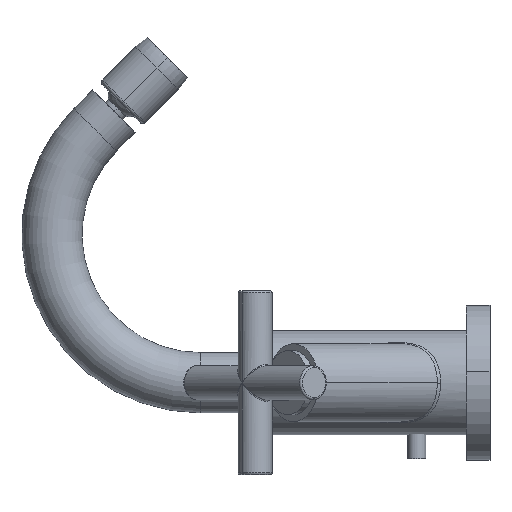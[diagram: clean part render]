
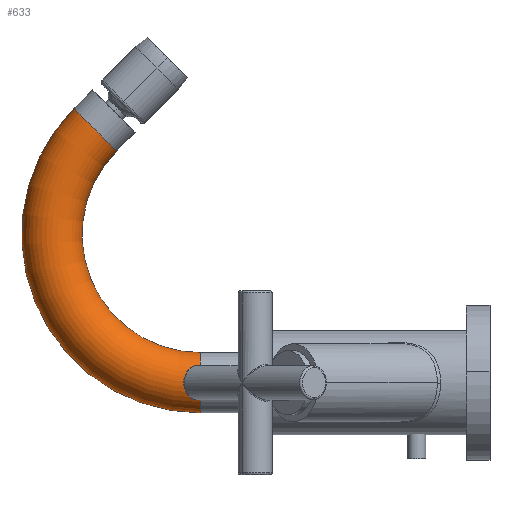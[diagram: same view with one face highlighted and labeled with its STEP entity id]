
A CAD part, left-side view. The second image highlights one B-rep face of the part: STEP entity #633.
In plain terms, the highlighted toroidal (fillet/blend) face has major radius 56.5 mm and minor radius 11.5 mm.
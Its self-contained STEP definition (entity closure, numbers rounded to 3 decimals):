
#193 = DIRECTION ( 'NONE',  ( 0., -0.707, 0.707 ) ) ;
#233 = ORIENTED_EDGE ( 'NONE', *, *, #3460, .T. ) ;
#633 = ADVANCED_FACE ( 'NONE', ( #1458 ), #2755, .T. ) ;
#676 = CIRCLE ( 'NONE', #3946, 68. ) ;
#685 = CARTESIAN_POINT ( 'NONE',  ( 0., 22.5, 56.5 ) ) ;
#715 = EDGE_CURVE ( 'NONE', #3695, #1723, #676, .T. ) ;
#760 = DIRECTION ( 'NONE',  ( 1., 0., 0. ) ) ;
#846 = DIRECTION ( 'NONE',  ( 0., 0., -1. ) ) ;
#890 = DIRECTION ( 'NONE',  ( 1., 0., 0. ) ) ;
#945 = AXIS2_PLACEMENT_3D ( 'NONE', #2362, #193, #3133 ) ;
#1173 = AXIS2_PLACEMENT_3D ( 'NONE', #2828, #3960, #3607 ) ;
#1178 = CIRCLE ( 'NONE', #3824, 45. ) ;
#1458 = FACE_OUTER_BOUND ( 'NONE', #3474, .T. ) ;
#1612 = CARTESIAN_POINT ( 'NONE',  ( 0., 22.5, 56.5 ) ) ;
#1723 = VERTEX_POINT ( 'NONE', #2210 ) ;
#1809 = VERTEX_POINT ( 'NONE', #3010 ) ;
#1901 = CARTESIAN_POINT ( 'NONE',  ( 0., 22.5, -11.5 ) ) ;
#2034 = CARTESIAN_POINT ( 'NONE',  ( 0., 22.5, 11.5 ) ) ;
#2039 = ORIENTED_EDGE ( 'NONE', *, *, #715, .F. ) ;
#2052 = VERTEX_POINT ( 'NONE', #2034 ) ;
#2186 = DIRECTION ( 'NONE',  ( 0., 0., -1. ) ) ;
#2210 = CARTESIAN_POINT ( 'NONE',  ( 0., 70.583, 104.583 ) ) ;
#2362 = CARTESIAN_POINT ( 'NONE',  ( 0., 62.452, 96.452 ) ) ;
#2376 = ORIENTED_EDGE ( 'NONE', *, *, #4656, .T. ) ;
#2755 = TOROIDAL_SURFACE ( 'NONE', #2900, 56.5, 11.5 ) ;
#2828 = CARTESIAN_POINT ( 'NONE',  ( 0., 22.5, 0. ) ) ;
#2900 = AXIS2_PLACEMENT_3D ( 'NONE', #685, #760, #2186 ) ;
#2938 = DIRECTION ( 'NONE',  ( 0., 0., -1. ) ) ;
#3010 = CARTESIAN_POINT ( 'NONE',  ( 0., 54.32, 88.32 ) ) ;
#3133 = DIRECTION ( 'NONE',  ( 0., -0.707, -0.707 ) ) ;
#3284 = CARTESIAN_POINT ( 'NONE',  ( 0., 22.5, 56.5 ) ) ;
#3460 = EDGE_CURVE ( 'NONE', #2052, #1809, #1178, .T. ) ;
#3474 = EDGE_LOOP ( 'NONE', ( #2039, #2376, #233, #3758 ) ) ;
#3502 = EDGE_CURVE ( 'NONE', #1723, #1809, #3749, .T. ) ;
#3607 = DIRECTION ( 'NONE',  ( 0., 0., 1. ) ) ;
#3695 = VERTEX_POINT ( 'NONE', #1901 ) ;
#3749 = CIRCLE ( 'NONE', #945, 11.5 ) ;
#3758 = ORIENTED_EDGE ( 'NONE', *, *, #3502, .F. ) ;
#3824 = AXIS2_PLACEMENT_3D ( 'NONE', #1612, #890, #846 ) ;
#3946 = AXIS2_PLACEMENT_3D ( 'NONE', #3284, #4735, #2938 ) ;
#3960 = DIRECTION ( 'NONE',  ( 0., 1., 0. ) ) ;
#4646 = CIRCLE ( 'NONE', #1173, 11.5 ) ;
#4656 = EDGE_CURVE ( 'NONE', #3695, #2052, #4646, .T. ) ;
#4735 = DIRECTION ( 'NONE',  ( 1., 0., 0. ) ) ;
